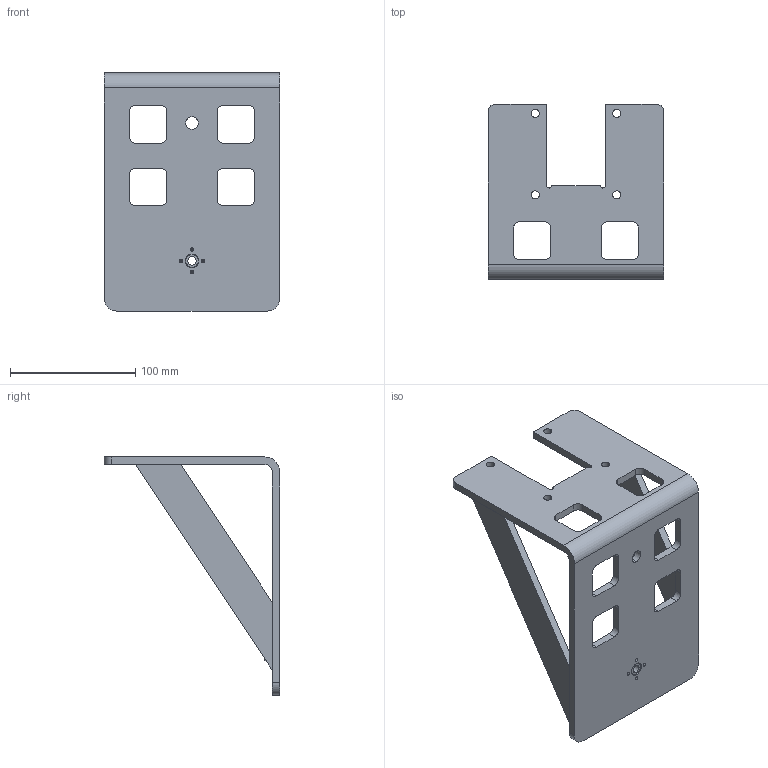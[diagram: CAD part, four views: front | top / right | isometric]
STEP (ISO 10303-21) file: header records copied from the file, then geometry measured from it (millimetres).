
FILE_DESCRIPTION (( 'STEP AP214' ), '1' );
FILE_NAME ('FMWAN159-LMT_3D.step', '2023-11-01T18:11:25', ( '' ), ( '' ), 'SwSTEP 2.0', 'SolidWorks 2022', '' );
FILE_SCHEMA (( 'AUTOMOTIVE_DESIGN' ));
Length unit declared in the file: inch
Products named in the file (3): Copy of HD-ZJL58D ÂÝÄ¸^FMWAN159-LMT; Copy of À®°ÈÌìÏßÖ§¼Ü HD-ZJL58D-R^FMWAN159-LMT; FMWAN159-LMT_3D
Assembly tree (2 placements, depth 2):
  FMWAN159-LMT_3D
    Copy of À®°ÈÌìÏßÖ§¼Ü HD-ZJL58D-R^FMWAN159-LMT
    Copy of HD-ZJL58D ÂÝÄ¸^FMWAN159-LMT
Bounding box: 140 x 140 x 190 mm (x, y, z)
Volume: 278952.9 mm3; surface area: 110236.9 mm2
Topology: 4 solids, 4 shells, 137 faces, 366 edges, 238 vertices
Faces by surface type: cylinder 74, plane 51, cone 12
Entity records: 4540 total; most frequent: DIRECTION 804, CARTESIAN_POINT 746, ORIENTED_EDGE 732, EDGE_CURVE 366, AXIS2_PLACEMENT_3D 296, VERTEX_POINT 238, VECTOR 212, LINE 212
